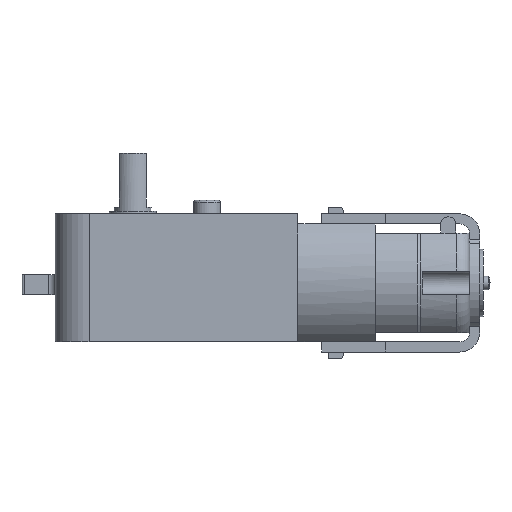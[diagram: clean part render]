
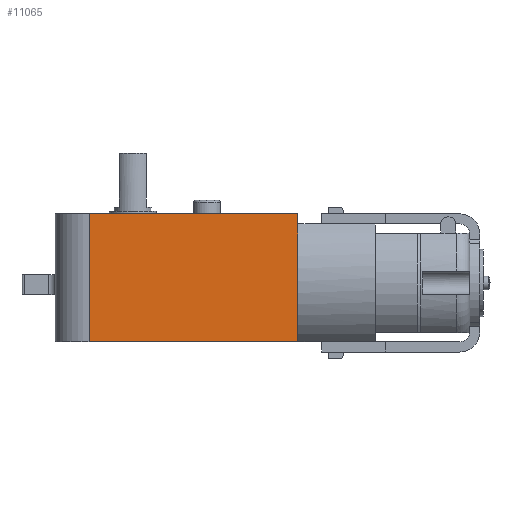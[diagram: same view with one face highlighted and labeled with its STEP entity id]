
A CAD part, left-side view. The second image highlights one B-rep face of the part: STEP entity #11065.
In plain terms, the highlighted planar face has unit normal (-1, 0, 0).
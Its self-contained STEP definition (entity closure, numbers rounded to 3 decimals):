
#656 = PLANE('',#657);
#657 = AXIS2_PLACEMENT_3D('',#658,#659,#660);
#658 = CARTESIAN_POINT('',(0.,-7.254,0.));
#659 = DIRECTION('',(0.,0.,1.));
#660 = DIRECTION('',(1.,0.,0.));
#729 = VERTEX_POINT('',#730);
#730 = CARTESIAN_POINT('',(-11.25,6.5,0.));
#745 = CYLINDRICAL_SURFACE('',#746,5.);
#746 = AXIS2_PLACEMENT_3D('',#747,#748,#749);
#747 = CARTESIAN_POINT('',(-6.25,6.5,-19.));
#748 = DIRECTION('',(0.,0.,1.));
#749 = DIRECTION('',(1.,0.,0.));
#757 = EDGE_CURVE('',#729,#758,#760,.T.);
#758 = VERTEX_POINT('',#759);
#759 = CARTESIAN_POINT('',(-11.25,-24.5,0.));
#760 = SURFACE_CURVE('',#761,(#765,#772),.PCURVE_S1.);
#761 = LINE('',#762,#763);
#762 = CARTESIAN_POINT('',(-11.25,-24.5,0.));
#763 = VECTOR('',#764,1.);
#764 = DIRECTION('',(0.,-1.,0.));
#765 = PCURVE('',#656,#766);
#766 = DEFINITIONAL_REPRESENTATION('',(#767),#771);
#767 = LINE('',#768,#769);
#768 = CARTESIAN_POINT('',(-11.25,-17.246));
#769 = VECTOR('',#770,1.);
#770 = DIRECTION('',(0.,-1.));
#771 = ( GEOMETRIC_REPRESENTATION_CONTEXT(2) 
PARAMETRIC_REPRESENTATION_CONTEXT() REPRESENTATION_CONTEXT('2D SPACE',''
  ) );
#772 = PCURVE('',#773,#778);
#773 = PLANE('',#774);
#774 = AXIS2_PLACEMENT_3D('',#775,#776,#777);
#775 = CARTESIAN_POINT('',(-11.25,-24.5,-19.));
#776 = DIRECTION('',(-1.,0.,0.));
#777 = DIRECTION('',(0.,0.,1.));
#778 = DEFINITIONAL_REPRESENTATION('',(#779),#783);
#779 = LINE('',#780,#781);
#780 = CARTESIAN_POINT('',(19.,0.));
#781 = VECTOR('',#782,1.);
#782 = DIRECTION('',(0.,-1.));
#783 = ( GEOMETRIC_REPRESENTATION_CONTEXT(2) 
PARAMETRIC_REPRESENTATION_CONTEXT() REPRESENTATION_CONTEXT('2D SPACE',''
  ) );
#801 = PLANE('',#802);
#802 = AXIS2_PLACEMENT_3D('',#803,#804,#805);
#803 = CARTESIAN_POINT('',(11.25,-24.5,-19.));
#804 = DIRECTION('',(0.,-1.,0.));
#805 = DIRECTION('',(1.,0.,0.));
#10712 = PLANE('',#10713);
#10713 = AXIS2_PLACEMENT_3D('',#10714,#10715,#10716);
#10714 = CARTESIAN_POINT('',(0.,-6.5,-19.));
#10715 = DIRECTION('',(0.,0.,1.));
#10716 = DIRECTION('',(1.,0.,0.));
#10939 = VERTEX_POINT('',#10940);
#10940 = CARTESIAN_POINT('',(-11.25,6.5,-19.));
#10966 = EDGE_CURVE('',#729,#10939,#10967,.T.);
#10967 = SURFACE_CURVE('',#10968,(#10972,#10979),.PCURVE_S1.);
#10968 = LINE('',#10969,#10970);
#10969 = CARTESIAN_POINT('',(-11.25,6.5,-19.));
#10970 = VECTOR('',#10971,1.);
#10971 = DIRECTION('',(0.,0.,-1.));
#10972 = PCURVE('',#745,#10973);
#10973 = DEFINITIONAL_REPRESENTATION('',(#10974),#10978);
#10974 = LINE('',#10975,#10976);
#10975 = CARTESIAN_POINT('',(3.142,0.));
#10976 = VECTOR('',#10977,1.);
#10977 = DIRECTION('',(0.,-1.));
#10978 = ( GEOMETRIC_REPRESENTATION_CONTEXT(2) 
PARAMETRIC_REPRESENTATION_CONTEXT() REPRESENTATION_CONTEXT('2D SPACE',''
  ) );
#10979 = PCURVE('',#773,#10980);
#10980 = DEFINITIONAL_REPRESENTATION('',(#10981),#10985);
#10981 = LINE('',#10982,#10983);
#10982 = CARTESIAN_POINT('',(0.,31.));
#10983 = VECTOR('',#10984,1.);
#10984 = DIRECTION('',(-1.,0.));
#10985 = ( GEOMETRIC_REPRESENTATION_CONTEXT(2) 
PARAMETRIC_REPRESENTATION_CONTEXT() REPRESENTATION_CONTEXT('2D SPACE',''
  ) );
#11065 = ADVANCED_FACE('',(#11066),#773,.T.);
#11066 = FACE_BOUND('',#11067,.T.);
#11067 = EDGE_LOOP('',(#11068,#11069,#11070,#11093,#11121));
#11068 = ORIENTED_EDGE('',*,*,#757,.F.);
#11069 = ORIENTED_EDGE('',*,*,#10966,.T.);
#11070 = ORIENTED_EDGE('',*,*,#11071,.T.);
#11071 = EDGE_CURVE('',#10939,#11072,#11074,.T.);
#11072 = VERTEX_POINT('',#11073);
#11073 = CARTESIAN_POINT('',(-11.25,-24.5,-19.));
#11074 = SURFACE_CURVE('',#11075,(#11079,#11086),.PCURVE_S1.);
#11075 = LINE('',#11076,#11077);
#11076 = CARTESIAN_POINT('',(-11.25,-24.5,-19.));
#11077 = VECTOR('',#11078,1.);
#11078 = DIRECTION('',(0.,-1.,0.));
#11079 = PCURVE('',#773,#11080);
#11080 = DEFINITIONAL_REPRESENTATION('',(#11081),#11085);
#11081 = LINE('',#11082,#11083);
#11082 = CARTESIAN_POINT('',(0.,0.));
#11083 = VECTOR('',#11084,1.);
#11084 = DIRECTION('',(0.,-1.));
#11085 = ( GEOMETRIC_REPRESENTATION_CONTEXT(2) 
PARAMETRIC_REPRESENTATION_CONTEXT() REPRESENTATION_CONTEXT('2D SPACE',''
  ) );
#11086 = PCURVE('',#10712,#11087);
#11087 = DEFINITIONAL_REPRESENTATION('',(#11088),#11092);
#11088 = LINE('',#11089,#11090);
#11089 = CARTESIAN_POINT('',(-11.25,-18.));
#11090 = VECTOR('',#11091,1.);
#11091 = DIRECTION('',(0.,-1.));
#11092 = ( GEOMETRIC_REPRESENTATION_CONTEXT(2) 
PARAMETRIC_REPRESENTATION_CONTEXT() REPRESENTATION_CONTEXT('2D SPACE',''
  ) );
#11093 = ORIENTED_EDGE('',*,*,#11094,.T.);
#11094 = EDGE_CURVE('',#11072,#11095,#11097,.T.);
#11095 = VERTEX_POINT('',#11096);
#11096 = CARTESIAN_POINT('',(-11.25,-24.5,-10.));
#11097 = SURFACE_CURVE('',#11098,(#11102,#11109),.PCURVE_S1.);
#11098 = LINE('',#11099,#11100);
#11099 = CARTESIAN_POINT('',(-11.25,-24.5,-19.));
#11100 = VECTOR('',#11101,1.);
#11101 = DIRECTION('',(0.,0.,1.));
#11102 = PCURVE('',#773,#11103);
#11103 = DEFINITIONAL_REPRESENTATION('',(#11104),#11108);
#11104 = LINE('',#11105,#11106);
#11105 = CARTESIAN_POINT('',(0.,0.));
#11106 = VECTOR('',#11107,1.);
#11107 = DIRECTION('',(1.,0.));
#11108 = ( GEOMETRIC_REPRESENTATION_CONTEXT(2) 
PARAMETRIC_REPRESENTATION_CONTEXT() REPRESENTATION_CONTEXT('2D SPACE',''
  ) );
#11109 = PCURVE('',#11110,#11115);
#11110 = PLANE('',#11111);
#11111 = AXIS2_PLACEMENT_3D('',#11112,#11113,#11114);
#11112 = CARTESIAN_POINT('',(11.25,-24.5,-19.));
#11113 = DIRECTION('',(0.,-1.,0.));
#11114 = DIRECTION('',(1.,0.,0.));
#11115 = DEFINITIONAL_REPRESENTATION('',(#11116),#11120);
#11116 = LINE('',#11117,#11118);
#11117 = CARTESIAN_POINT('',(-22.5,0.));
#11118 = VECTOR('',#11119,1.);
#11119 = DIRECTION('',(0.,1.));
#11120 = ( GEOMETRIC_REPRESENTATION_CONTEXT(2) 
PARAMETRIC_REPRESENTATION_CONTEXT() REPRESENTATION_CONTEXT('2D SPACE',''
  ) );
#11121 = ORIENTED_EDGE('',*,*,#11122,.T.);
#11122 = EDGE_CURVE('',#11095,#758,#11123,.T.);
#11123 = SURFACE_CURVE('',#11124,(#11128,#11135),.PCURVE_S1.);
#11124 = LINE('',#11125,#11126);
#11125 = CARTESIAN_POINT('',(-11.25,-24.5,-19.));
#11126 = VECTOR('',#11127,1.);
#11127 = DIRECTION('',(0.,0.,1.));
#11128 = PCURVE('',#773,#11129);
#11129 = DEFINITIONAL_REPRESENTATION('',(#11130),#11134);
#11130 = LINE('',#11131,#11132);
#11131 = CARTESIAN_POINT('',(0.,0.));
#11132 = VECTOR('',#11133,1.);
#11133 = DIRECTION('',(1.,0.));
#11134 = ( GEOMETRIC_REPRESENTATION_CONTEXT(2) 
PARAMETRIC_REPRESENTATION_CONTEXT() REPRESENTATION_CONTEXT('2D SPACE',''
  ) );
#11135 = PCURVE('',#801,#11136);
#11136 = DEFINITIONAL_REPRESENTATION('',(#11137),#11141);
#11137 = LINE('',#11138,#11139);
#11138 = CARTESIAN_POINT('',(-22.5,0.));
#11139 = VECTOR('',#11140,1.);
#11140 = DIRECTION('',(0.,1.));
#11141 = ( GEOMETRIC_REPRESENTATION_CONTEXT(2) 
PARAMETRIC_REPRESENTATION_CONTEXT() REPRESENTATION_CONTEXT('2D SPACE',''
  ) );
